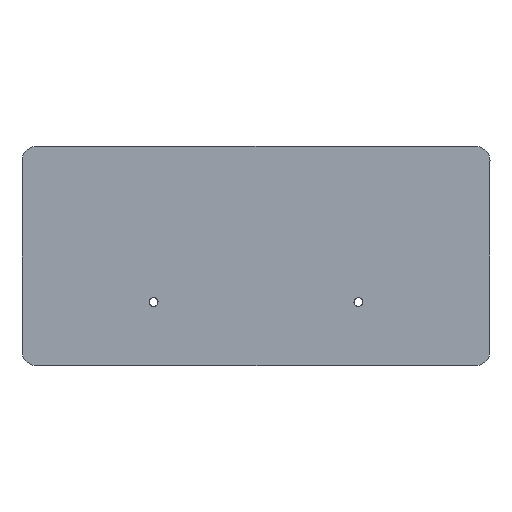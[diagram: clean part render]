
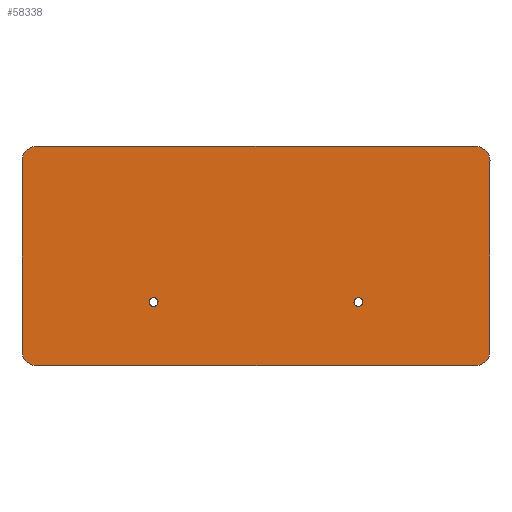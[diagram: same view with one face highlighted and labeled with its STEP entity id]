
A CAD part, front view. The second image highlights one B-rep face of the part: STEP entity #58338.
In plain terms, the highlighted planar face has unit normal (0, -1, 0).
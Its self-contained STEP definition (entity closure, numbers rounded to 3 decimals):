
#58062=CARTESIAN_POINT('',(-115.,-1.002,
223.));
#58063=DIRECTION('',(0.,1.,0.));
#58064=DIRECTION('',(0.,0.,-1.));
#58065=AXIS2_PLACEMENT_3D('',#58062,#58063,#58064);
#58067=CARTESIAN_POINT('',(-115.,-1.002,
353.));
#58068=DIRECTION('',(0.,1.,0.));
#58069=DIRECTION('',(-1.,0.,0.));
#58070=AXIS2_PLACEMENT_3D('',#58067,#58068,#58069);
#58072=CARTESIAN_POINT('',(185.,-1.002,
353.));
#58073=DIRECTION('',(0.,1.,0.));
#58074=DIRECTION('',(0.,0.,1.));
#58075=AXIS2_PLACEMENT_3D('',#58072,#58073,#58074);
#58077=CARTESIAN_POINT('',(185.,-1.002,
223.));
#58078=DIRECTION('',(0.,1.,0.));
#58079=DIRECTION('',(1.,0.,0.));
#58080=AXIS2_PLACEMENT_3D('',#58077,#58078,#58079);
#58082=CARTESIAN_POINT('',(-35.,-1.002,
256.5));
#58083=DIRECTION('',(0.,-1.,0.));
#58084=DIRECTION('',(0.878,0.,-0.479));
#58085=AXIS2_PLACEMENT_3D('',#58082,#58083,#58084);
#58087=CARTESIAN_POINT('',(-35.,-1.002,
256.5));
#58088=DIRECTION('',(0.,-1.,0.));
#58089=DIRECTION('',(-0.878,0.,0.479));
#58090=AXIS2_PLACEMENT_3D('',#58087,#58088,#58089);
#58092=CARTESIAN_POINT('',(-35.,-1.002,
256.5));
#58093=DIRECTION('',(0.,-1.,0.));
#58094=DIRECTION('',(-1.,0.,0.));
#58095=AXIS2_PLACEMENT_3D('',#58092,#58093,#58094);
#58097=CARTESIAN_POINT('',(105.,-1.002,
256.5));
#58098=DIRECTION('',(0.,-1.,0.));
#58099=DIRECTION('',(-0.878,0.,-0.479));
#58100=AXIS2_PLACEMENT_3D('',#58097,#58098,#58099);
#58102=CARTESIAN_POINT('',(105.,-1.002,
256.5));
#58103=DIRECTION('',(0.,-1.,0.));
#58104=DIRECTION('',(0.878,0.,0.479));
#58105=AXIS2_PLACEMENT_3D('',#58102,#58103,#58104);
#58107=CARTESIAN_POINT('',(105.,-1.002,
256.5));
#58108=DIRECTION('',(0.,-1.,0.));
#58109=DIRECTION('',(-1.,0.,0.));
#58110=AXIS2_PLACEMENT_3D('',#58107,#58108,#58109);
#58116=DIRECTION('',(1.,0.,0.));
#58117=VECTOR('',#58116,300.);
#58118=CARTESIAN_POINT('',(-115.,-1.002,
213.));
#58119=LINE('',#58118,#58117);
#58172=DIRECTION('',(0.,0.,-1.));
#58173=VECTOR('',#58172,130.);
#58174=CARTESIAN_POINT('',(-125.,-1.002,
353.));
#58175=LINE('',#58174,#58173);
#58184=DIRECTION('',(-1.,0.,0.));
#58185=VECTOR('',#58184,300.);
#58186=CARTESIAN_POINT('',(185.,-1.002,
363.));
#58187=LINE('',#58186,#58185);
#58196=DIRECTION('',(0.,0.,1.));
#58197=VECTOR('',#58196,130.);
#58198=CARTESIAN_POINT('',(195.,-1.002,
223.));
#58199=LINE('',#58198,#58197);
#58224=CARTESIAN_POINT('',(107.633,-1.002,
257.938));
#58226=VERTEX_POINT('',#58224);
#58228=CARTESIAN_POINT('',(-115.,-1.002,
213.));
#58229=CARTESIAN_POINT('',(-125.,-1.002,
223.));
#58230=VERTEX_POINT('',#58228);
#58231=VERTEX_POINT('',#58229);
#58232=CARTESIAN_POINT('',(-125.,-1.002,
353.));
#58233=VERTEX_POINT('',#58232);
#58234=CARTESIAN_POINT('',(-115.,-1.002,
363.));
#58235=VERTEX_POINT('',#58234);
#58236=CARTESIAN_POINT('',(185.,-1.002,
363.));
#58237=VERTEX_POINT('',#58236);
#58238=CARTESIAN_POINT('',(195.,-1.002,
353.));
#58239=VERTEX_POINT('',#58238);
#58240=CARTESIAN_POINT('',(195.,-1.002,
223.));
#58241=VERTEX_POINT('',#58240);
#58242=CARTESIAN_POINT('',(185.,-1.002,
213.));
#58243=VERTEX_POINT('',#58242);
#58244=CARTESIAN_POINT('',(-32.367,-1.002,
255.062));
#58245=CARTESIAN_POINT('',(-37.633,-1.002,
257.938));
#58246=VERTEX_POINT('',#58244);
#58247=VERTEX_POINT('',#58245);
#58248=CARTESIAN_POINT('',(-38.,-1.002,
256.5));
#58249=VERTEX_POINT('',#58248);
#58250=CARTESIAN_POINT('',(102.367,-1.002,
255.062));
#58251=VERTEX_POINT('',#58250);
#58252=CARTESIAN_POINT('',(102.,-1.002,
256.5));
#58253=VERTEX_POINT('',#58252);
#58301=CARTESIAN_POINT('',(35.,-1.002,
288.));
#58302=DIRECTION('',(0.,1.,0.));
#58303=DIRECTION('',(-1.,0.,0.));
#58304=AXIS2_PLACEMENT_3D('',#58301,#58302,#58303);
#58305=PLANE('',#58304);
#58307=ORIENTED_EDGE('',*,*,#58306,.T.);
#58309=ORIENTED_EDGE('',*,*,#58308,.F.);
#58311=ORIENTED_EDGE('',*,*,#58310,.T.);
#58313=ORIENTED_EDGE('',*,*,#58312,.F.);
#58315=ORIENTED_EDGE('',*,*,#58314,.T.);
#58317=ORIENTED_EDGE('',*,*,#58316,.F.);
#58319=ORIENTED_EDGE('',*,*,#58318,.T.);
#58321=ORIENTED_EDGE('',*,*,#58320,.F.);
#58322=EDGE_LOOP('',(#58307,#58309,#58311,#58313,#58315,#58317,#58319,#58321));
#58323=FACE_OUTER_BOUND('',#58322,.F.);
#58325=ORIENTED_EDGE('',*,*,#58324,.T.);
#58327=ORIENTED_EDGE('',*,*,#58326,.T.);
#58329=ORIENTED_EDGE('',*,*,#58328,.T.);
#58330=EDGE_LOOP('',(#58325,#58327,#58329));
#58331=FACE_BOUND('',#58330,.F.);
#58333=ORIENTED_EDGE('',*,*,#58332,.T.);
#58334=ORIENTED_EDGE('',*,*,#58281,.T.);
#58335=ORIENTED_EDGE('',*,*,#58289,.T.);
#58336=EDGE_LOOP('',(#58333,#58334,#58335));
#58337=FACE_BOUND('',#58336,.F.);
#58066=CIRCLE('',#58065,10.);
#58071=CIRCLE('',#58070,10.);
#58076=CIRCLE('',#58075,10.);
#58081=CIRCLE('',#58080,10.);
#58086=CIRCLE('',#58085,3.);
#58091=CIRCLE('',#58090,3.);
#58096=CIRCLE('',#58095,3.);
#58101=CIRCLE('',#58100,3.);
#58106=CIRCLE('',#58105,3.);
#58111=CIRCLE('',#58110,3.);
#58281=EDGE_CURVE('',#58226,#58253,#58106,.T.);
#58289=EDGE_CURVE('',#58253,#58251,#58111,.T.);
#58306=EDGE_CURVE('',#58230,#58231,#58066,.T.);
#58308=EDGE_CURVE('',#58233,#58231,#58175,.T.);
#58310=EDGE_CURVE('',#58233,#58235,#58071,.T.);
#58312=EDGE_CURVE('',#58237,#58235,#58187,.T.);
#58314=EDGE_CURVE('',#58237,#58239,#58076,.T.);
#58316=EDGE_CURVE('',#58241,#58239,#58199,.T.);
#58318=EDGE_CURVE('',#58241,#58243,#58081,.T.);
#58320=EDGE_CURVE('',#58230,#58243,#58119,.T.);
#58324=EDGE_CURVE('',#58246,#58247,#58086,.T.);
#58326=EDGE_CURVE('',#58247,#58249,#58091,.T.);
#58328=EDGE_CURVE('',#58249,#58246,#58096,.T.);
#58332=EDGE_CURVE('',#58251,#58226,#58101,.T.);
#58338=ADVANCED_FACE('',(#58323,#58331,#58337),#58305,.F.);
